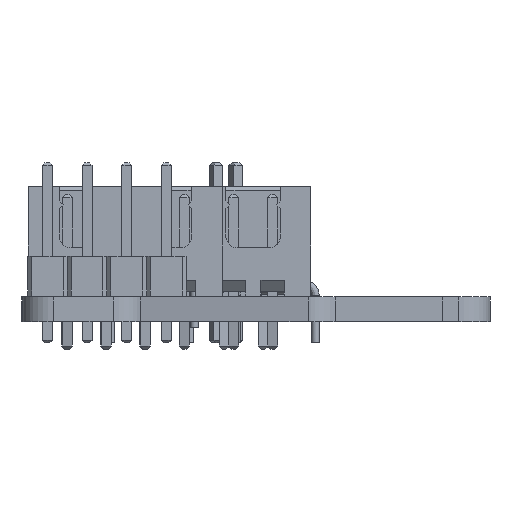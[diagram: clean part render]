
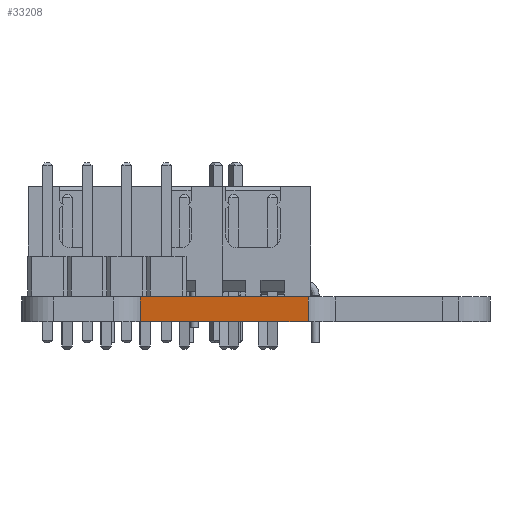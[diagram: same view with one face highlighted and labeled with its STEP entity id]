
A CAD part, left-side view. The second image highlights one B-rep face of the part: STEP entity #33208.
In plain terms, the highlighted planar face has unit normal (-0.5, -0.866, 0).
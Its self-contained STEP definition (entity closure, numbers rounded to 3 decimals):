
#33025 = CYLINDRICAL_SURFACE('',#33026,2.);
#33026 = AXIS2_PLACEMENT_3D('',#33027,#33028,#33029);
#33027 = CARTESIAN_POINT('',(110.773,-77.379,0.));
#33028 = DIRECTION('',(-0.,-0.,-1.));
#33029 = DIRECTION('',(1.,0.,-0.));
#33050 = VERTEX_POINT('',#33051);
#33051 = CARTESIAN_POINT('',(109.773,-79.111,1.6));
#33066 = PLANE('',#33067);
#33067 = AXIS2_PLACEMENT_3D('',#33068,#33069,#33070);
#33068 = CARTESIAN_POINT('',(152.399,-83.391,1.6));
#33069 = DIRECTION('',(0.,0.,1.));
#33070 = DIRECTION('',(1.,0.,-0.));
#33078 = EDGE_CURVE('',#33079,#33050,#33081,.T.);
#33079 = VERTEX_POINT('',#33080);
#33080 = CARTESIAN_POINT('',(109.773,-79.111,0.));
#33081 = SURFACE_CURVE('',#33082,(#33086,#33093),.PCURVE_S1.);
#33082 = LINE('',#33083,#33084);
#33083 = CARTESIAN_POINT('',(109.773,-79.111,0.));
#33084 = VECTOR('',#33085,1.);
#33085 = DIRECTION('',(0.,0.,1.));
#33086 = PCURVE('',#33025,#33087);
#33087 = DEFINITIONAL_REPRESENTATION('',(#33088),#33092);
#33088 = LINE('',#33089,#33090);
#33089 = CARTESIAN_POINT('',(-4.189,0.));
#33090 = VECTOR('',#33091,1.);
#33091 = DIRECTION('',(-0.,-1.));
#33092 = ( GEOMETRIC_REPRESENTATION_CONTEXT(2) 
PARAMETRIC_REPRESENTATION_CONTEXT() REPRESENTATION_CONTEXT('2D SPACE',''
  ) );
#33093 = PCURVE('',#33094,#33099);
#33094 = PLANE('',#33095);
#33095 = AXIS2_PLACEMENT_3D('',#33096,#33097,#33098);
#33096 = CARTESIAN_POINT('',(128.384,-89.858,0.));
#33097 = DIRECTION('',(-0.5,-0.866,0.));
#33098 = DIRECTION('',(-0.866,0.5,0.));
#33099 = DEFINITIONAL_REPRESENTATION('',(#33100),#33104);
#33100 = LINE('',#33101,#33102);
#33101 = CARTESIAN_POINT('',(21.492,0.));
#33102 = VECTOR('',#33103,1.);
#33103 = DIRECTION('',(0.,-1.));
#33104 = ( GEOMETRIC_REPRESENTATION_CONTEXT(2) 
PARAMETRIC_REPRESENTATION_CONTEXT() REPRESENTATION_CONTEXT('2D SPACE',''
  ) );
#33121 = PLANE('',#33122);
#33122 = AXIS2_PLACEMENT_3D('',#33123,#33124,#33125);
#33123 = CARTESIAN_POINT('',(152.399,-83.391,0.));
#33124 = DIRECTION('',(0.,0.,1.));
#33125 = DIRECTION('',(1.,0.,-0.));
#33208 = ADVANCED_FACE('',(#33209),#33094,.T.);
#33209 = FACE_BOUND('',#33210,.T.);
#33210 = EDGE_LOOP('',(#33211,#33241,#33262,#33263));
#33211 = ORIENTED_EDGE('',*,*,#33212,.T.);
#33212 = EDGE_CURVE('',#33213,#33215,#33217,.T.);
#33213 = VERTEX_POINT('',#33214);
#33214 = CARTESIAN_POINT('',(128.384,-89.858,0.));
#33215 = VERTEX_POINT('',#33216);
#33216 = CARTESIAN_POINT('',(128.384,-89.858,1.6));
#33217 = SURFACE_CURVE('',#33218,(#33222,#33229),.PCURVE_S1.);
#33218 = LINE('',#33219,#33220);
#33219 = CARTESIAN_POINT('',(128.384,-89.858,0.));
#33220 = VECTOR('',#33221,1.);
#33221 = DIRECTION('',(0.,0.,1.));
#33222 = PCURVE('',#33094,#33223);
#33223 = DEFINITIONAL_REPRESENTATION('',(#33224),#33228);
#33224 = LINE('',#33225,#33226);
#33225 = CARTESIAN_POINT('',(0.,0.));
#33226 = VECTOR('',#33227,1.);
#33227 = DIRECTION('',(0.,-1.));
#33228 = ( GEOMETRIC_REPRESENTATION_CONTEXT(2) 
PARAMETRIC_REPRESENTATION_CONTEXT() REPRESENTATION_CONTEXT('2D SPACE',''
  ) );
#33229 = PCURVE('',#33230,#33235);
#33230 = CYLINDRICAL_SURFACE('',#33231,2.);
#33231 = AXIS2_PLACEMENT_3D('',#33232,#33233,#33234);
#33232 = CARTESIAN_POINT('',(127.384,-91.59,0.));
#33233 = DIRECTION('',(-0.,-0.,-1.));
#33234 = DIRECTION('',(1.,0.,-0.));
#33235 = DEFINITIONAL_REPRESENTATION('',(#33236),#33240);
#33236 = LINE('',#33237,#33238);
#33237 = CARTESIAN_POINT('',(-7.33,0.));
#33238 = VECTOR('',#33239,1.);
#33239 = DIRECTION('',(-0.,-1.));
#33240 = ( GEOMETRIC_REPRESENTATION_CONTEXT(2) 
PARAMETRIC_REPRESENTATION_CONTEXT() REPRESENTATION_CONTEXT('2D SPACE',''
  ) );
#33241 = ORIENTED_EDGE('',*,*,#33242,.T.);
#33242 = EDGE_CURVE('',#33215,#33050,#33243,.T.);
#33243 = SURFACE_CURVE('',#33244,(#33248,#33255),.PCURVE_S1.);
#33244 = LINE('',#33245,#33246);
#33245 = CARTESIAN_POINT('',(128.384,-89.858,1.6));
#33246 = VECTOR('',#33247,1.);
#33247 = DIRECTION('',(-0.866,0.5,0.));
#33248 = PCURVE('',#33094,#33249);
#33249 = DEFINITIONAL_REPRESENTATION('',(#33250),#33254);
#33250 = LINE('',#33251,#33252);
#33251 = CARTESIAN_POINT('',(0.,-1.6));
#33252 = VECTOR('',#33253,1.);
#33253 = DIRECTION('',(1.,0.));
#33254 = ( GEOMETRIC_REPRESENTATION_CONTEXT(2) 
PARAMETRIC_REPRESENTATION_CONTEXT() REPRESENTATION_CONTEXT('2D SPACE',''
  ) );
#33255 = PCURVE('',#33066,#33256);
#33256 = DEFINITIONAL_REPRESENTATION('',(#33257),#33261);
#33257 = LINE('',#33258,#33259);
#33258 = CARTESIAN_POINT('',(-24.014,-6.468));
#33259 = VECTOR('',#33260,1.);
#33260 = DIRECTION('',(-0.866,0.5));
#33261 = ( GEOMETRIC_REPRESENTATION_CONTEXT(2) 
PARAMETRIC_REPRESENTATION_CONTEXT() REPRESENTATION_CONTEXT('2D SPACE',''
  ) );
#33262 = ORIENTED_EDGE('',*,*,#33078,.F.);
#33263 = ORIENTED_EDGE('',*,*,#33264,.F.);
#33264 = EDGE_CURVE('',#33213,#33079,#33265,.T.);
#33265 = SURFACE_CURVE('',#33266,(#33270,#33277),.PCURVE_S1.);
#33266 = LINE('',#33267,#33268);
#33267 = CARTESIAN_POINT('',(128.384,-89.858,0.));
#33268 = VECTOR('',#33269,1.);
#33269 = DIRECTION('',(-0.866,0.5,0.));
#33270 = PCURVE('',#33094,#33271);
#33271 = DEFINITIONAL_REPRESENTATION('',(#33272),#33276);
#33272 = LINE('',#33273,#33274);
#33273 = CARTESIAN_POINT('',(0.,0.));
#33274 = VECTOR('',#33275,1.);
#33275 = DIRECTION('',(1.,0.));
#33276 = ( GEOMETRIC_REPRESENTATION_CONTEXT(2) 
PARAMETRIC_REPRESENTATION_CONTEXT() REPRESENTATION_CONTEXT('2D SPACE',''
  ) );
#33277 = PCURVE('',#33121,#33278);
#33278 = DEFINITIONAL_REPRESENTATION('',(#33279),#33283);
#33279 = LINE('',#33280,#33281);
#33280 = CARTESIAN_POINT('',(-24.014,-6.468));
#33281 = VECTOR('',#33282,1.);
#33282 = DIRECTION('',(-0.866,0.5));
#33283 = ( GEOMETRIC_REPRESENTATION_CONTEXT(2) 
PARAMETRIC_REPRESENTATION_CONTEXT() REPRESENTATION_CONTEXT('2D SPACE',''
  ) );
